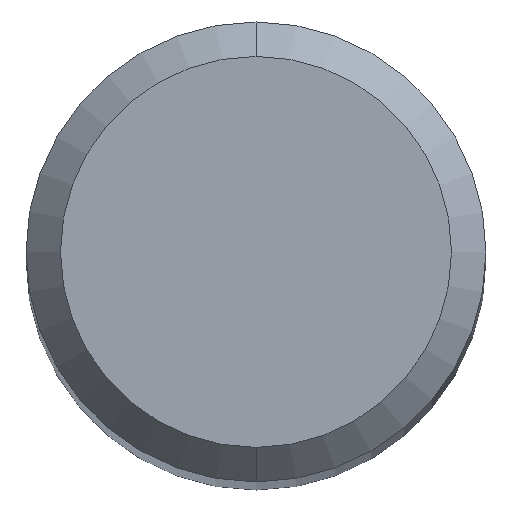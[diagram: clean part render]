
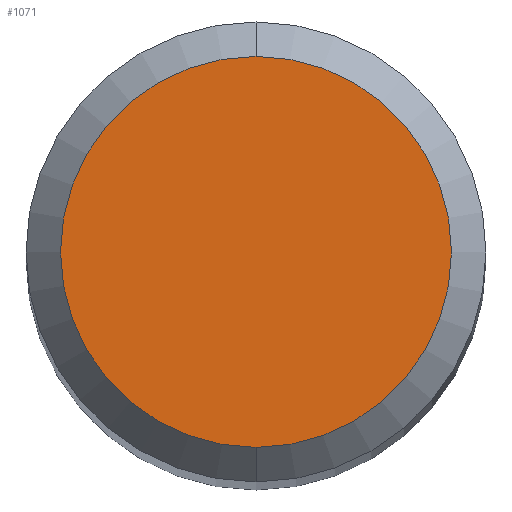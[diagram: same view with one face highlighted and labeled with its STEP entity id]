
A CAD part, top view. The second image highlights one B-rep face of the part: STEP entity #1071.
In plain terms, the highlighted planar face has unit normal (0, 0, 1).
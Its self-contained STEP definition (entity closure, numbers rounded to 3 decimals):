
#613=EDGE_CURVE('',#991,#767,#1430,.T.);
#767=VERTEX_POINT('',#1595);
#907=EDGE_CURVE('',#767,#991,#1747,.T.);
#991=VERTEX_POINT('',#1838);
#1071=ADVANCED_FACE('',(#1929),#1930,.T.);
#1430=CIRCLE('',#2762,1.7);
#1595=CARTESIAN_POINT('',(0.,-1.7,0.0));
#1747=CIRCLE('',#4046,1.7);
#1838=CARTESIAN_POINT('',(0.0,1.7,0.0));
#1929=FACE_OUTER_BOUND('',#4889,.T.);
#1930=PLANE('',#4890);
#2762=AXIS2_PLACEMENT_3D('',#5585,#5586,#5587);
#4046=AXIS2_PLACEMENT_3D('',#5888,#5889,#5890);
#4889=EDGE_LOOP('',(#6108,#6109));
#4890=AXIS2_PLACEMENT_3D('',#6110,#6111,#6112);
#5585=CARTESIAN_POINT('',(0.0,0.0,0.0));
#5586=DIRECTION('',(0.0,0.0,-1.0));
#5587=DIRECTION('',(0.0,1.0,0.0));
#5888=CARTESIAN_POINT('',(0.0,0.0,0.0));
#5889=DIRECTION('',(0.0,0.0,-1.0));
#5890=DIRECTION('',(0.0,1.0,0.0));
#6108=ORIENTED_EDGE('',*,*,#613,.F.);
#6109=ORIENTED_EDGE('',*,*,#907,.F.);
#6110=CARTESIAN_POINT('',(0.0,0.85,0.0));
#6111=DIRECTION('',(-0.0,0.0,1.0));
#6112=DIRECTION('',(0.0,-1.0,0.0));
